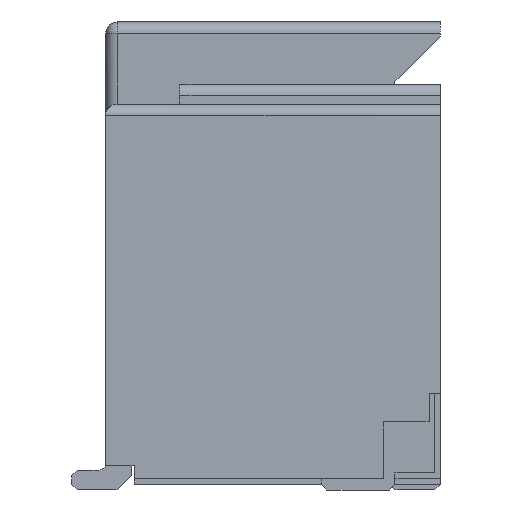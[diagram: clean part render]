
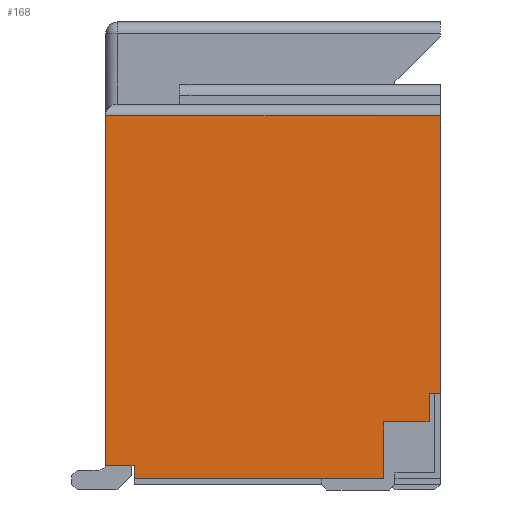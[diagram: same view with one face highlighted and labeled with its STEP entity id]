
A CAD part, left-side view. The second image highlights one B-rep face of the part: STEP entity #168.
In plain terms, the highlighted planar face has unit normal (-1, 0, 0).
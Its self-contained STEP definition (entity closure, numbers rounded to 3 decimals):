
#168=ADVANCED_FACE('',(#1016),#607,.F.);
#607=PLANE('',#8449);
#1016=FACE_OUTER_BOUND('',#1462,.T.);
#1462=EDGE_LOOP('',(#2127,#2128,#2129,#2130,#2131,#2132,#2133,#2134,#2135,
#2136));
#2127=ORIENTED_EDGE('',*,*,#5108,.F.);
#2128=ORIENTED_EDGE('',*,*,#5214,.T.);
#2129=ORIENTED_EDGE('',*,*,#5215,.T.);
#2130=ORIENTED_EDGE('',*,*,#5068,.F.);
#2131=ORIENTED_EDGE('',*,*,#5216,.F.);
#2132=ORIENTED_EDGE('',*,*,#5217,.T.);
#2133=ORIENTED_EDGE('',*,*,#5019,.T.);
#2134=ORIENTED_EDGE('',*,*,#5022,.T.);
#2135=ORIENTED_EDGE('',*,*,#5024,.T.);
#2136=ORIENTED_EDGE('',*,*,#5015,.T.);
#4246=VERTEX_POINT('',#11016);
#4251=VERTEX_POINT('',#11025);
#4253=VERTEX_POINT('',#11030);
#4255=VERTEX_POINT('',#11034);
#4257=VERTEX_POINT('',#11040);
#4299=VERTEX_POINT('',#11134);
#4300=VERTEX_POINT('',#11135);
#4338=VERTEX_POINT('',#11215);
#4432=VERTEX_POINT('',#11425);
#4433=VERTEX_POINT('',#11428);
#5015=EDGE_CURVE('',#4246,#4251,#6186,.T.);
#5019=EDGE_CURVE('',#4253,#4255,#6190,.T.);
#5022=EDGE_CURVE('',#4255,#4257,#6193,.T.);
#5024=EDGE_CURVE('',#4257,#4246,#6195,.T.);
#5068=EDGE_CURVE('',#4299,#4300,#6239,.T.);
#5108=EDGE_CURVE('',#4338,#4251,#6276,.T.);
#5214=EDGE_CURVE('',#4338,#4432,#6379,.T.);
#5215=EDGE_CURVE('',#4432,#4300,#6380,.T.);
#5216=EDGE_CURVE('',#4433,#4299,#6381,.T.);
#5217=EDGE_CURVE('',#4433,#4253,#6382,.T.);
#6186=LINE('',#11026,#7307);
#6190=LINE('',#11035,#7311);
#6193=LINE('',#11041,#7314);
#6195=LINE('',#11044,#7316);
#6239=LINE('',#11133,#7360);
#6276=LINE('',#11216,#7397);
#6379=LINE('',#11424,#7500);
#6380=LINE('',#11426,#7501);
#6381=LINE('',#11427,#7502);
#6382=LINE('',#11429,#7503);
#7307=VECTOR('',#8920,1.);
#7311=VECTOR('',#8926,1.);
#7314=VECTOR('',#8931,1.);
#7316=VECTOR('',#8935,1.);
#7360=VECTOR('',#8987,1.);
#7397=VECTOR('',#9036,1.);
#7500=VECTOR('',#9163,1.);
#7501=VECTOR('',#9164,1.);
#7502=VECTOR('',#9165,1.);
#7503=VECTOR('',#9166,1.);
#8449=AXIS2_PLACEMENT_3D('',#11430,#9167,#9168);
#8920=DIRECTION('',(0.,-1.,0.));
#8926=DIRECTION('',(0.,0.,1.));
#8931=DIRECTION('',(0.,-1.,0.));
#8935=DIRECTION('',(0.,0.,1.));
#8987=DIRECTION('',(0.,1.,0.));
#9036=DIRECTION('',(0.,0.,-1.));
#9163=DIRECTION('',(0.,1.,0.));
#9164=DIRECTION('',(0.,0.,-1.));
#9165=DIRECTION('',(0.,0.,1.));
#9166=DIRECTION('',(0.,-1.,0.));
#9167=DIRECTION('',(1.,0.,0.));
#9168=DIRECTION('',(0.,1.,0.));
#11016=CARTESIAN_POINT('',(-6.5,1.09,0.225));
#11025=CARTESIAN_POINT('',(-6.5,0.89,0.225));
#11026=CARTESIAN_POINT('',(-6.5,1.09,0.225));
#11030=CARTESIAN_POINT('',(-6.5,1.89,-1.275));
#11034=CARTESIAN_POINT('',(-6.5,1.89,-0.275));
#11035=CARTESIAN_POINT('',(-6.5,1.89,-1.275));
#11040=CARTESIAN_POINT('',(-6.5,1.09,-0.275));
#11041=CARTESIAN_POINT('',(-6.5,1.89,-0.275));
#11044=CARTESIAN_POINT('',(-6.5,1.09,-0.275));
#11133=CARTESIAN_POINT('',(-6.5,6.79,-1.045));
#11134=CARTESIAN_POINT('',(-6.5,6.29,-1.045));
#11135=CARTESIAN_POINT('',(-6.5,6.79,-1.045));
#11215=CARTESIAN_POINT('',(-6.5,0.89,5.125));
#11216=CARTESIAN_POINT('',(-6.5,0.89,5.325));
#11424=CARTESIAN_POINT('',(-6.5,6.79,5.125));
#11425=CARTESIAN_POINT('',(-6.5,6.79,5.125));
#11426=CARTESIAN_POINT('',(-6.5,6.79,5.325));
#11427=CARTESIAN_POINT('',(-6.5,6.29,-1.045));
#11428=CARTESIAN_POINT('',(-6.5,6.29,-1.275));
#11429=CARTESIAN_POINT('',(-6.5,59.3,-1.275));
#11430=CARTESIAN_POINT('',(-6.5,6.79,5.325));
